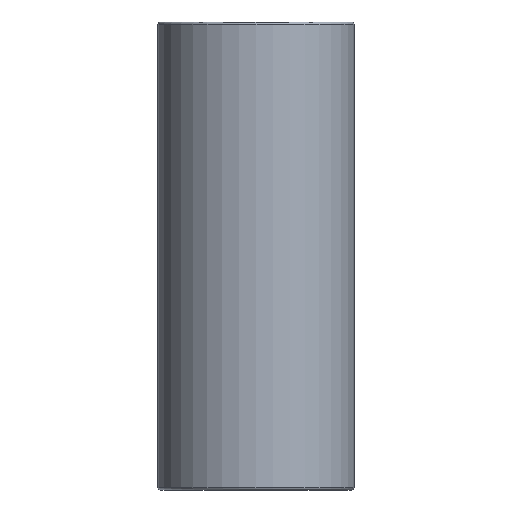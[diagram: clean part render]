
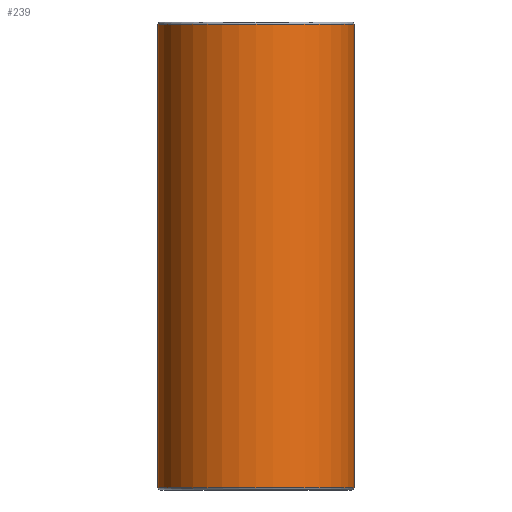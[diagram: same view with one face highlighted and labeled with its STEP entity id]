
A CAD part, front view. The second image highlights one B-rep face of the part: STEP entity #239.
In plain terms, the highlighted cylindrical face has radius 20 mm (diameter 40 mm), a full revolution.
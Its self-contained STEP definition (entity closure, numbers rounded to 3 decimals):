
#28=LINE('',#498,#37);
#29=LINE('',#500,#38);
#37=VECTOR('',#333,20.);
#38=VECTOR('',#334,20.);
#47=CIRCLE('',#280,20.);
#48=CIRCLE('',#281,20.);
#49=CIRCLE('',#282,20.);
#65=CYLINDRICAL_SURFACE('',#279,20.);
#71=FACE_OUTER_BOUND('',#86,.T.);
#86=EDGE_LOOP('',(#174,#175,#176,#177,#178,#179,#180,#181,#182,#183));
#105=ELLIPSE('',#278,21.978,20.);
#106=ELLIPSE('',#283,52.263,20.);
#107=ELLIPSE('',#284,52.263,20.);
#112=VERTEX_POINT('',#491);
#113=VERTEX_POINT('',#492);
#114=VERTEX_POINT('',#496);
#115=VERTEX_POINT('',#499);
#116=VERTEX_POINT('',#501);
#117=VERTEX_POINT('',#504);
#136=EDGE_CURVE('',#113,#112,#105,.T.);
#137=EDGE_CURVE('',#114,#114,#47,.T.);
#138=EDGE_CURVE('',#114,#112,#28,.T.);
#139=EDGE_CURVE('',#112,#115,#29,.T.);
#140=EDGE_CURVE('',#116,#115,#48,.T.);
#141=EDGE_CURVE('',#115,#116,#49,.T.);
#142=EDGE_CURVE('',#113,#117,#106,.T.);
#143=EDGE_CURVE('',#117,#112,#107,.T.);
#174=ORIENTED_EDGE('',*,*,#137,.F.);
#175=ORIENTED_EDGE('',*,*,#138,.T.);
#176=ORIENTED_EDGE('',*,*,#139,.T.);
#177=ORIENTED_EDGE('',*,*,#140,.F.);
#178=ORIENTED_EDGE('',*,*,#141,.F.);
#179=ORIENTED_EDGE('',*,*,#139,.F.);
#180=ORIENTED_EDGE('',*,*,#136,.F.);
#181=ORIENTED_EDGE('',*,*,#142,.T.);
#182=ORIENTED_EDGE('',*,*,#143,.T.);
#183=ORIENTED_EDGE('',*,*,#138,.F.);
#239=ADVANCED_FACE('',(#71),#65,.T.);
#278=AXIS2_PLACEMENT_3D('',#494,#327,#328);
#279=AXIS2_PLACEMENT_3D('',#495,#329,#330);
#280=AXIS2_PLACEMENT_3D('',#497,#331,#332);
#281=AXIS2_PLACEMENT_3D('',#502,#335,#336);
#282=AXIS2_PLACEMENT_3D('',#503,#337,#338);
#283=AXIS2_PLACEMENT_3D('',#505,#339,#340);
#284=AXIS2_PLACEMENT_3D('',#506,#341,#342);
#327=DIRECTION('center_axis',(0.,0.415,0.91));
#328=DIRECTION('ref_axis',(0.,0.91,-0.415));
#329=DIRECTION('center_axis',(0.,0.,1.));
#330=DIRECTION('ref_axis',(1.,0.,0.));
#331=DIRECTION('center_axis',(0.,0.,1.));
#332=DIRECTION('ref_axis',(-1.,0.,0.));
#333=DIRECTION('',(0.,0.,-1.));
#334=DIRECTION('',(0.,0.,-1.));
#335=DIRECTION('center_axis',(0.,0.,-1.));
#336=DIRECTION('ref_axis',(-1.,0.,0.));
#337=DIRECTION('center_axis',(0.,0.,-1.));
#338=DIRECTION('ref_axis',(-1.,0.,0.));
#339=DIRECTION('center_axis',(0.,-0.924,0.383));
#340=DIRECTION('ref_axis',(0.,-0.383,-0.924));
#341=DIRECTION('center_axis',(0.,-0.924,0.383));
#342=DIRECTION('ref_axis',(0.,-0.383,-0.924));
#491=CARTESIAN_POINT('',(-20.,0.,0.));
#492=CARTESIAN_POINT('',(20.,0.,0.));
#494=CARTESIAN_POINT('Origin',(0.,0.,0.));
#495=CARTESIAN_POINT('Origin',(0.,0.,0.));
#496=CARTESIAN_POINT('',(-20.,0.,66.5));
#497=CARTESIAN_POINT('Origin',(0.,0.,66.5));
#498=CARTESIAN_POINT('',(-20.,0.,0.));
#499=CARTESIAN_POINT('',(-20.,0.,-28.));
#500=CARTESIAN_POINT('',(-20.,0.,0.));
#501=CARTESIAN_POINT('',(20.,0.,-28.));
#502=CARTESIAN_POINT('Origin',(0.,0.,-28.));
#503=CARTESIAN_POINT('Origin',(0.,0.,-28.));
#504=CARTESIAN_POINT('',(0.,20.,48.284));
#505=CARTESIAN_POINT('Origin',(0.,0.,0.));
#506=CARTESIAN_POINT('Origin',(0.,0.,0.));
